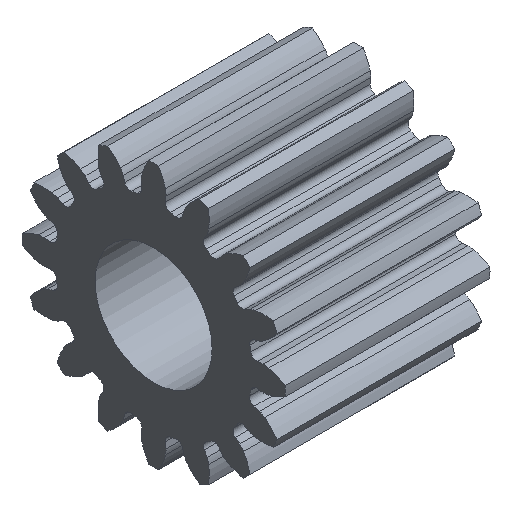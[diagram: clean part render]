
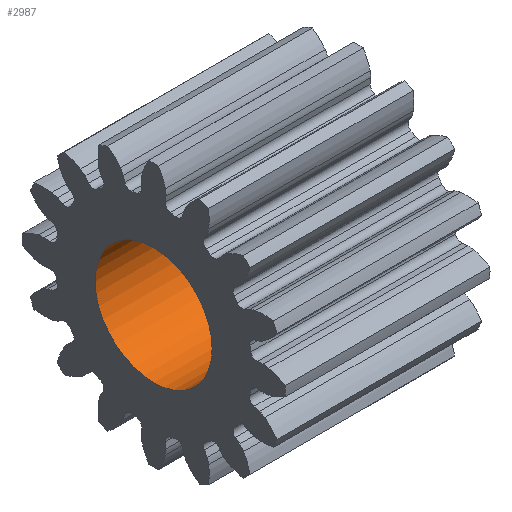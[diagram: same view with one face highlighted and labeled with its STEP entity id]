
A CAD part, isometric view. The second image highlights one B-rep face of the part: STEP entity #2987.
In plain terms, the highlighted cylindrical face has radius 4 mm (diameter 8 mm), a full revolution.
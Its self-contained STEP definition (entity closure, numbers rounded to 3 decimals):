
#243=FACE_OUTER_BOUND('',#406,.T.);
#406=EDGE_LOOP('',(#1956,#1957,#1958,#1959));
#571=LINE('',#4083,#796);
#796=VECTOR('',#3399,4.);
#1021=CIRCLE('',#3165,4.);
#1022=CIRCLE('',#3166,4.);
#1151=VERTEX_POINT('',#4080);
#1152=VERTEX_POINT('',#4082);
#1473=EDGE_CURVE('',#1151,#1151,#1021,.T.);
#1474=EDGE_CURVE('',#1151,#1152,#571,.T.);
#1475=EDGE_CURVE('',#1152,#1152,#1022,.T.);
#1956=ORIENTED_EDGE('',*,*,#1473,.F.);
#1957=ORIENTED_EDGE('',*,*,#1474,.T.);
#1958=ORIENTED_EDGE('',*,*,#1475,.F.);
#1959=ORIENTED_EDGE('',*,*,#1474,.F.);
#2922=CYLINDRICAL_SURFACE('',#3164,4.);
#2987=ADVANCED_FACE('',(#243),#2922,.F.);
#3164=AXIS2_PLACEMENT_3D('',#4079,#3395,#3396);
#3165=AXIS2_PLACEMENT_3D('',#4081,#3397,#3398);
#3166=AXIS2_PLACEMENT_3D('',#4084,#3400,#3401);
#3395=DIRECTION('center_axis',(-1.,0.,0.));
#3396=DIRECTION('ref_axis',(0.,1.,0.));
#3397=DIRECTION('center_axis',(-1.,0.,0.));
#3398=DIRECTION('ref_axis',(0.,1.,0.));
#3399=DIRECTION('',(-1.,0.,0.));
#3400=DIRECTION('center_axis',(1.,0.,0.));
#3401=DIRECTION('ref_axis',(0.,1.,0.));
#4079=CARTESIAN_POINT('Origin',(-5.133,-17.301,8.4));
#4080=CARTESIAN_POINT('',(-5.133,-21.301,8.4));
#4081=CARTESIAN_POINT('Origin',(-5.133,-17.301,8.4));
#4082=CARTESIAN_POINT('',(-19.133,-21.301,8.4));
#4083=CARTESIAN_POINT('',(-5.133,-21.301,8.4));
#4084=CARTESIAN_POINT('Origin',(-19.133,-17.301,8.4));
